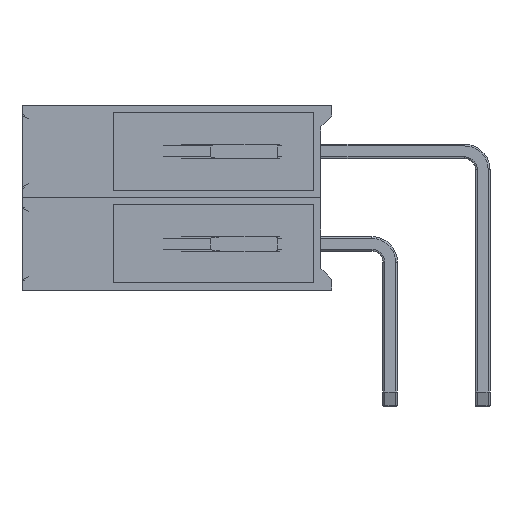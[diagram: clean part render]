
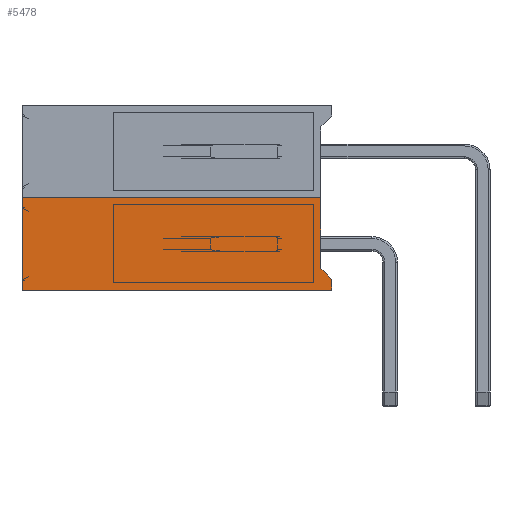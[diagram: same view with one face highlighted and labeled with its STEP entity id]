
A CAD part, left-side view. The second image highlights one B-rep face of the part: STEP entity #5478.
In plain terms, the highlighted planar face has unit normal (-1, 0, 0).
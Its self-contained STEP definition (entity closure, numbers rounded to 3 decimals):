
#443=PLANE('',#6057);
#694=FACE_OUTER_BOUND('',#1021,.T.);
#1021=EDGE_LOOP('',(#4199,#4200,#4201,#4202,#4203,#4204));
#1383=LINE('',#9171,#1767);
#1387=LINE('',#9178,#1771);
#1398=LINE('',#9202,#1782);
#1401=LINE('',#9208,#1785);
#1402=LINE('',#9210,#1786);
#1403=LINE('',#9211,#1787);
#1767=VECTOR('',#7344,10.);
#1771=VECTOR('',#7350,10.);
#1782=VECTOR('',#7373,10.);
#1785=VECTOR('',#7378,10.);
#1786=VECTOR('',#7379,10.);
#1787=VECTOR('',#7380,10.);
#2471=VERTEX_POINT('',#9168);
#2472=VERTEX_POINT('',#9170);
#2474=VERTEX_POINT('',#9176);
#2481=VERTEX_POINT('',#9201);
#2483=VERTEX_POINT('',#9207);
#2484=VERTEX_POINT('',#9209);
#3055=EDGE_CURVE('',#2471,#2472,#1383,.T.);
#3059=EDGE_CURVE('',#2471,#2474,#1387,.T.);
#3072=EDGE_CURVE('',#2481,#2472,#1398,.T.);
#3075=EDGE_CURVE('',#2474,#2483,#1401,.T.);
#3076=EDGE_CURVE('',#2484,#2483,#1402,.T.);
#3077=EDGE_CURVE('',#2481,#2484,#1403,.T.);
#4199=ORIENTED_EDGE('',*,*,#3059,.T.);
#4200=ORIENTED_EDGE('',*,*,#3075,.T.);
#4201=ORIENTED_EDGE('',*,*,#3076,.F.);
#4202=ORIENTED_EDGE('',*,*,#3077,.F.);
#4203=ORIENTED_EDGE('',*,*,#3072,.T.);
#4204=ORIENTED_EDGE('',*,*,#3055,.F.);
#5478=ADVANCED_FACE('',(#694),#443,.T.);
#6057=AXIS2_PLACEMENT_3D('',#9206,#7376,#7377);
#7344=DIRECTION('',(0.,-0.707,-0.707));
#7350=DIRECTION('',(0.,0.,1.));
#7373=DIRECTION('',(0.,0.,1.));
#7376=DIRECTION('center_axis',(-1.,0.,0.));
#7377=DIRECTION('ref_axis',(0.,0.,
1.));
#7378=DIRECTION('',(0.,1.,0.));
#7379=DIRECTION('',(0.,0.,1.));
#7380=DIRECTION('',(0.,1.,0.));
#9168=CARTESIAN_POINT('',(-1.27,1.9,0.6));
#9170=CARTESIAN_POINT('',(-1.27,1.6,0.3));
#9171=CARTESIAN_POINT('',(-1.27,1.6,0.3));
#9176=CARTESIAN_POINT('',(-1.27,1.9,2.54));
#9178=CARTESIAN_POINT('',(-1.27,1.9,0.635));
#9201=CARTESIAN_POINT('',(-1.27,1.6,0.));
#9202=CARTESIAN_POINT('',(-1.27,1.6,0.));
#9206=CARTESIAN_POINT('Origin',(-1.27,1.6,0.));
#9207=CARTESIAN_POINT('',(-1.27,10.1,2.54));
#9208=CARTESIAN_POINT('',(-1.27,1.6,2.54));
#9209=CARTESIAN_POINT('',(-1.27,10.1,0.));
#9210=CARTESIAN_POINT('',(-1.27,10.1,0.));
#9211=CARTESIAN_POINT('',(-1.27,1.6,0.));
